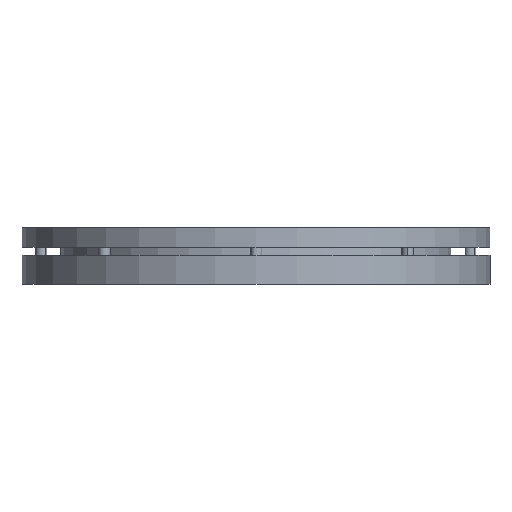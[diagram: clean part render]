
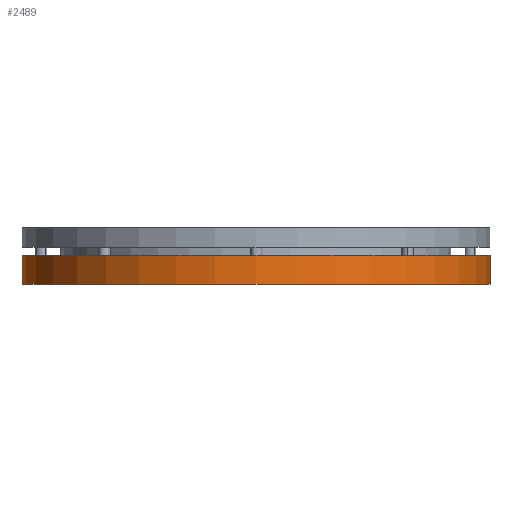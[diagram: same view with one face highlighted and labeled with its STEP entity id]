
A CAD part, front view. The second image highlights one B-rep face of the part: STEP entity #2489.
In plain terms, the highlighted cylindrical face has radius 120 mm (diameter 240 mm), a partial arc.
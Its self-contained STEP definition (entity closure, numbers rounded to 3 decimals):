
#1462 = CARTESIAN_POINT ( 'NONE',  ( 120., 0., 0. ) ) ;
#1598 = DIRECTION ( 'NONE',  ( 1., 0., 0. ) ) ;
#2279 = EDGE_CURVE ( 'NONE', #25545, #28070, #12779, .T. ) ;
#2331 = VERTEX_POINT ( 'NONE', #27472 ) ;
#2489 = ADVANCED_FACE ( 'NONE', ( #6703 ), #15736, .T. ) ;
#2538 = AXIS2_PLACEMENT_3D ( 'NONE', #7844, #10338, #1598 ) ;
#3282 = EDGE_CURVE ( 'NONE', #20865, #25545, #15188, .T. ) ;
#3440 = CARTESIAN_POINT ( 'NONE',  ( -120., 0., -15. ) ) ;
#5187 = AXIS2_PLACEMENT_3D ( 'NONE', #28082, #10110, #21547 ) ;
#6239 = ORIENTED_EDGE ( 'NONE', *, *, #2279, .T. ) ;
#6703 = FACE_OUTER_BOUND ( 'NONE', #18117, .T. ) ;
#6792 = EDGE_CURVE ( 'NONE', #20865, #2331, #20335, .T. ) ;
#7844 = CARTESIAN_POINT ( 'NONE',  ( 0., 0., 0. ) ) ;
#10110 = DIRECTION ( 'NONE',  ( 0., 0., 1. ) ) ;
#10338 = DIRECTION ( 'NONE',  ( 0., 0., 1. ) ) ;
#12779 = LINE ( 'NONE', #15177, #20530 ) ;
#13069 = DIRECTION ( 'NONE',  ( 0., 0., 1. ) ) ;
#13365 = DIRECTION ( 'NONE',  ( 0., 0., 1. ) ) ;
#13664 = EDGE_CURVE ( 'NONE', #2331, #28070, #29392, .T. ) ;
#15177 = CARTESIAN_POINT ( 'NONE',  ( 120., 0., 0. ) ) ;
#15188 = CIRCLE ( 'NONE', #15638, 120. ) ;
#15388 = CARTESIAN_POINT ( 'NONE',  ( 120., 0., -15. ) ) ;
#15638 = AXIS2_PLACEMENT_3D ( 'NONE', #20188, #13365, #26780 ) ;
#15736 = CYLINDRICAL_SURFACE ( 'NONE', #2538, 120. ) ;
#16181 = DIRECTION ( 'NONE',  ( 0., 0., 1. ) ) ;
#18117 = EDGE_LOOP ( 'NONE', ( #19986, #18789, #6239, #19996 ) ) ;
#18789 = ORIENTED_EDGE ( 'NONE', *, *, #3282, .T. ) ;
#19986 = ORIENTED_EDGE ( 'NONE', *, *, #6792, .F. ) ;
#19996 = ORIENTED_EDGE ( 'NONE', *, *, #13664, .F. ) ;
#20188 = CARTESIAN_POINT ( 'NONE',  ( 0., 0., -15. ) ) ;
#20335 = LINE ( 'NONE', #27054, #27902 ) ;
#20530 = VECTOR ( 'NONE', #13069, 1000. ) ;
#20865 = VERTEX_POINT ( 'NONE', #3440 ) ;
#21547 = DIRECTION ( 'NONE',  ( 1., 0., 0. ) ) ;
#25545 = VERTEX_POINT ( 'NONE', #15388 ) ;
#26780 = DIRECTION ( 'NONE',  ( 1., 0., 0. ) ) ;
#27054 = CARTESIAN_POINT ( 'NONE',  ( -120., 0., 0. ) ) ;
#27472 = CARTESIAN_POINT ( 'NONE',  ( -120., 0., 0. ) ) ;
#27902 = VECTOR ( 'NONE', #16181, 1000. ) ;
#28070 = VERTEX_POINT ( 'NONE', #1462 ) ;
#28082 = CARTESIAN_POINT ( 'NONE',  ( 0., 0., 0. ) ) ;
#29392 = CIRCLE ( 'NONE', #5187, 120. ) ;
